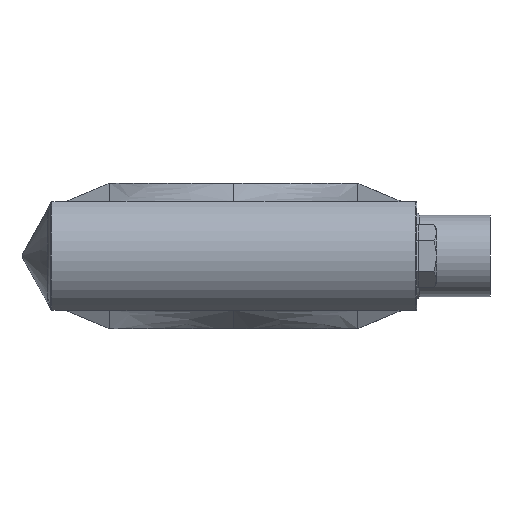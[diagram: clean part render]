
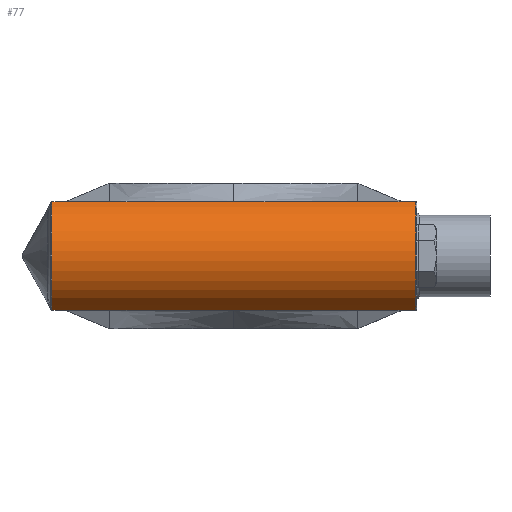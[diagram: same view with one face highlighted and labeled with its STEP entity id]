
A CAD part, left-side view. The second image highlights one B-rep face of the part: STEP entity #77.
In plain terms, the highlighted cylindrical face has radius 12.332 mm (diameter 24.664 mm), a partial arc.
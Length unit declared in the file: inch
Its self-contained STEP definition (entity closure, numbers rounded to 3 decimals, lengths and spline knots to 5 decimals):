
#12 = DIRECTION ( 'NONE',  ( 0., 1., 0. ) ) ;
#15 = FACE_OUTER_BOUND ( 'NONE', #2245, .T. ) ;
#57 = ORIENTED_EDGE ( 'NONE', *, *, #1375, .F. ) ;
#71 = EDGE_CURVE ( 'NONE', #658, #2890, #2027, .T. ) ;
#77 = ADVANCED_FACE ( 'NONE', ( #15 ), #3489, .T. ) ;
#101 = CARTESIAN_POINT ( 'NONE',  ( -1.405, 0.01233, 0.4375 ) ) ;
#122 = EDGE_CURVE ( 'NONE', #591, #3299, #3510, .T. ) ;
#150 = DIRECTION ( 'NONE',  ( 0., 1., 0. ) ) ;
#210 = CARTESIAN_POINT ( 'NONE',  ( -1.405, 0.679, -0.4375 ) ) ;
#266 = VERTEX_POINT ( 'NONE', #2162 ) ;
#269 = VERTEX_POINT ( 'NONE', #2466 ) ;
#310 = VERTEX_POINT ( 'NONE', #345 ) ;
#345 = CARTESIAN_POINT ( 'NONE',  ( -1.405, 2.147, 0.4375 ) ) ;
#347 = EDGE_CURVE ( 'NONE', #266, #3214, #1595, .T. ) ;
#356 = EDGE_CURVE ( 'NONE', #3319, #658, #2127, .T. ) ;
#459 = CARTESIAN_POINT ( 'NONE',  ( -1.405, 0.679, 0.4375 ) ) ;
#479 = EDGE_CURVE ( 'NONE', #2890, #3299, #1546, .T. ) ;
#483 = VECTOR ( 'NONE', #814, 39.37008 ) ;
#494 = ORIENTED_EDGE ( 'NONE', *, *, #347, .F. ) ;
#527 = ORIENTED_EDGE ( 'NONE', *, *, #2232, .T. ) ;
#554 = CARTESIAN_POINT ( 'NONE',  ( -1.405, 2.157, 0.4375 ) ) ;
#567 = ORIENTED_EDGE ( 'NONE', *, *, #1310, .T. ) ;
#591 = VERTEX_POINT ( 'NONE', #2254 ) ;
#646 = LINE ( 'NONE', #1372, #1930 ) ;
#658 = VERTEX_POINT ( 'NONE', #3371 ) ;
#668 = DIRECTION ( 'NONE',  ( 0., 0., 1. ) ) ;
#685 = CARTESIAN_POINT ( 'NONE',  ( -1.405, 1.679, 0.4375 ) ) ;
#739 = DIRECTION ( 'NONE',  ( 0., 0., 1. ) ) ;
#814 = DIRECTION ( 'NONE',  ( 0., 1., 0. ) ) ;
#820 = CARTESIAN_POINT ( 'NONE',  ( -1.405, 0.34567, -0.4375 ) ) ;
#854 = CARTESIAN_POINT ( 'NONE',  ( -1.405, -0.799, 0.4375 ) ) ;
#924 = DIRECTION ( 'NONE',  ( 0., -1., 0. ) ) ;
#930 = VECTOR ( 'NONE', #924, 39.37008 ) ;
#959 = CARTESIAN_POINT ( 'NONE',  ( -1.19449, -1.321, 0. ) ) ;
#986 = EDGE_CURVE ( 'NONE', #1343, #3214, #2488, .T. ) ;
#1007 = CIRCLE ( 'NONE', #3349, 0.48551 ) ;
#1017 = VERTEX_POINT ( 'NONE', #2156 ) ;
#1052 = CARTESIAN_POINT ( 'NONE',  ( -1.405, 2.037, -0.4375 ) ) ;
#1080 = EDGE_CURVE ( 'NONE', #310, #269, #2926, .T. ) ;
#1098 = ORIENTED_EDGE ( 'NONE', *, *, #356, .T. ) ;
#1155 = DIRECTION ( 'NONE',  ( 0., 1., 0. ) ) ;
#1169 = VERTEX_POINT ( 'NONE', #2737 ) ;
#1228 = ORIENTED_EDGE ( 'NONE', *, *, #2819, .F. ) ;
#1230 = CARTESIAN_POINT ( 'NONE',  ( -1.405, -0.321, 0.4375 ) ) ;
#1242 = LINE ( 'NONE', #1485, #930 ) ;
#1275 = CARTESIAN_POINT ( 'NONE',  ( -1.19449, -0.789, 0. ) ) ;
#1287 = CARTESIAN_POINT ( 'NONE',  ( -1.405, 0.679, -0.4375 ) ) ;
#1305 = VERTEX_POINT ( 'NONE', #2922 ) ;
#1306 = CARTESIAN_POINT ( 'NONE',  ( -1.19449, 2.147, 0. ) ) ;
#1307 = ORIENTED_EDGE ( 'NONE', *, *, #479, .T. ) ;
#1310 = EDGE_CURVE ( 'NONE', #266, #1169, #2625, .T. ) ;
#1313 = CARTESIAN_POINT ( 'NONE',  ( -1.405, 1.01233, -0.4375 ) ) ;
#1314 = CARTESIAN_POINT ( 'NONE',  ( -1.405, 2.157, -0.4375 ) ) ;
#1329 = EDGE_CURVE ( 'NONE', #1017, #1343, #1543, .T. ) ;
#1343 = VERTEX_POINT ( 'NONE', #1052 ) ;
#1372 = CARTESIAN_POINT ( 'NONE',  ( -1.405, -0.799, -0.4375 ) ) ;
#1375 = EDGE_CURVE ( 'NONE', #3319, #1305, #646, .T. ) ;
#1386 = DIRECTION ( 'NONE',  ( 0., -1., 0. ) ) ;
#1485 = CARTESIAN_POINT ( 'NONE',  ( -1.405, 2.679, 0.4375 ) ) ;
#1501 = CARTESIAN_POINT ( 'NONE',  ( -1.405, 0.34567, 0.4375 ) ) ;
#1543 = LINE ( 'NONE', #1314, #1709 ) ;
#1546 = LINE ( 'NONE', #3030, #483 ) ;
#1555 = EDGE_CURVE ( 'NONE', #591, #2914, #2198, .T. ) ;
#1557 = CARTESIAN_POINT ( 'NONE',  ( -1.405, 1.679, -0.4375 ) ) ;
#1595 = B_SPLINE_CURVE_WITH_KNOTS ( 'NONE', 3,
 ( #1287, #1313, #3200, #1557 ),
 .UNSPECIFIED., .F., .F.,
 ( 4, 4 ),
 ( 0., 1. ),
 .UNSPECIFIED. ) ;
#1610 = CARTESIAN_POINT ( 'NONE',  ( -1.405, 2.679, -0.4375 ) ) ;
#1619 = CARTESIAN_POINT ( 'NONE',  ( -1.405, 0.01233, -0.4375 ) ) ;
#1649 = CARTESIAN_POINT ( 'NONE',  ( -1.405, -0.679, 0.4375 ) ) ;
#1709 = VECTOR ( 'NONE', #1386, 39.37008 ) ;
#1813 = ORIENTED_EDGE ( 'NONE', *, *, #122, .F. ) ;
#1826 = DIRECTION ( 'NONE',  ( 0., 0., -1. ) ) ;
#1930 = VECTOR ( 'NONE', #12, 39.37008 ) ;
#1964 = DIRECTION ( 'NONE',  ( 0., -1., 0. ) ) ;
#1969 = ORIENTED_EDGE ( 'NONE', *, *, #1329, .T. ) ;
#2027 = LINE ( 'NONE', #854, #3452 ) ;
#2049 = CARTESIAN_POINT ( 'NONE',  ( -1.405, 1.34567, 0.4375 ) ) ;
#2078 = DIRECTION ( 'NONE',  ( 0., 1., 0. ) ) ;
#2116 = ORIENTED_EDGE ( 'NONE', *, *, #986, .T. ) ;
#2127 = CIRCLE ( 'NONE', #2920, 0.48551 ) ;
#2156 = CARTESIAN_POINT ( 'NONE',  ( -1.405, 2.147, -0.4375 ) ) ;
#2162 = CARTESIAN_POINT ( 'NONE',  ( -1.405, 0.679, -0.4375 ) ) ;
#2195 = DIRECTION ( 'NONE',  ( 0., 1., 0. ) ) ;
#2198 = B_SPLINE_CURVE_WITH_KNOTS ( 'NONE', 3,
 ( #459, #2636, #2049, #685 ),
 .UNSPECIFIED., .F., .F.,
 ( 4, 4 ),
 ( 0., 1. ),
 .UNSPECIFIED. ) ;
#2232 = EDGE_CURVE ( 'NONE', #310, #1017, #1007, .T. ) ;
#2245 = EDGE_LOOP ( 'NONE', ( #57, #1098, #2910, #1307, #1813, #3332, #1228, #3534, #527, #1969, #2116, #494, #567, #2784 ) ) ;
#2254 = CARTESIAN_POINT ( 'NONE',  ( -1.405, 0.679, 0.4375 ) ) ;
#2316 = LINE ( 'NONE', #2714, #2348 ) ;
#2348 = VECTOR ( 'NONE', #2195, 39.37008 ) ;
#2399 = CARTESIAN_POINT ( 'NONE',  ( -1.405, -0.789, -0.4375 ) ) ;
#2449 = CARTESIAN_POINT ( 'NONE',  ( -1.405, 1.679, 0.4375 ) ) ;
#2466 = CARTESIAN_POINT ( 'NONE',  ( -1.405, 2.037, 0.4375 ) ) ;
#2488 = LINE ( 'NONE', #1610, #3483 ) ;
#2610 = VECTOR ( 'NONE', #1964, 39.37008 ) ;
#2625 = B_SPLINE_CURVE_WITH_KNOTS ( 'NONE', 3,
 ( #210, #820, #1619, #3273 ),
 .UNSPECIFIED., .F., .F.,
 ( 4, 4 ),
 ( 0., 1. ),
 .UNSPECIFIED. ) ;
#2636 = CARTESIAN_POINT ( 'NONE',  ( -1.405, 1.01233, 0.4375 ) ) ;
#2648 = CARTESIAN_POINT ( 'NONE',  ( -1.405, 1.679, -0.4375 ) ) ;
#2684 = DIRECTION ( 'NONE',  ( 0., -1., 0. ) ) ;
#2702 = AXIS2_PLACEMENT_3D ( 'NONE', #959, #150, #668 ) ;
#2714 = CARTESIAN_POINT ( 'NONE',  ( -1.405, -1.321, -0.4375 ) ) ;
#2737 = CARTESIAN_POINT ( 'NONE',  ( -1.405, -0.321, -0.4375 ) ) ;
#2784 = ORIENTED_EDGE ( 'NONE', *, *, #3197, .F. ) ;
#2819 = EDGE_CURVE ( 'NONE', #269, #2914, #1242, .T. ) ;
#2889 = CARTESIAN_POINT ( 'NONE',  ( -1.405, 0.679, 0.4375 ) ) ;
#2890 = VERTEX_POINT ( 'NONE', #1649 ) ;
#2910 = ORIENTED_EDGE ( 'NONE', *, *, #71, .T. ) ;
#2914 = VERTEX_POINT ( 'NONE', #2449 ) ;
#2920 = AXIS2_PLACEMENT_3D ( 'NONE', #1275, #2078, #1826 ) ;
#2922 = CARTESIAN_POINT ( 'NONE',  ( -1.405, -0.679, -0.4375 ) ) ;
#2926 = LINE ( 'NONE', #554, #2610 ) ;
#2941 = DIRECTION ( 'NONE',  ( 0., -1., 0. ) ) ;
#2976 = CARTESIAN_POINT ( 'NONE',  ( -1.405, -0.321, 0.4375 ) ) ;
#3030 = CARTESIAN_POINT ( 'NONE',  ( -1.405, -1.321, 0.4375 ) ) ;
#3197 = EDGE_CURVE ( 'NONE', #1305, #1169, #2316, .T. ) ;
#3200 = CARTESIAN_POINT ( 'NONE',  ( -1.405, 1.34567, -0.4375 ) ) ;
#3214 = VERTEX_POINT ( 'NONE', #2648 ) ;
#3273 = CARTESIAN_POINT ( 'NONE',  ( -1.405, -0.321, -0.4375 ) ) ;
#3299 = VERTEX_POINT ( 'NONE', #2976 ) ;
#3319 = VERTEX_POINT ( 'NONE', #2399 ) ;
#3332 = ORIENTED_EDGE ( 'NONE', *, *, #1555, .T. ) ;
#3349 = AXIS2_PLACEMENT_3D ( 'NONE', #1306, #2941, #739 ) ;
#3371 = CARTESIAN_POINT ( 'NONE',  ( -1.405, -0.789, 0.4375 ) ) ;
#3452 = VECTOR ( 'NONE', #1155, 39.37008 ) ;
#3483 = VECTOR ( 'NONE', #2684, 39.37008 ) ;
#3489 = CYLINDRICAL_SURFACE ( 'NONE', #2702, 0.48551 ) ;
#3510 = B_SPLINE_CURVE_WITH_KNOTS ( 'NONE', 3,
 ( #2889, #1501, #101, #1230 ),
 .UNSPECIFIED., .F., .F.,
 ( 4, 4 ),
 ( 0., 1. ),
 .UNSPECIFIED. ) ;
#3534 = ORIENTED_EDGE ( 'NONE', *, *, #1080, .F. ) ;
